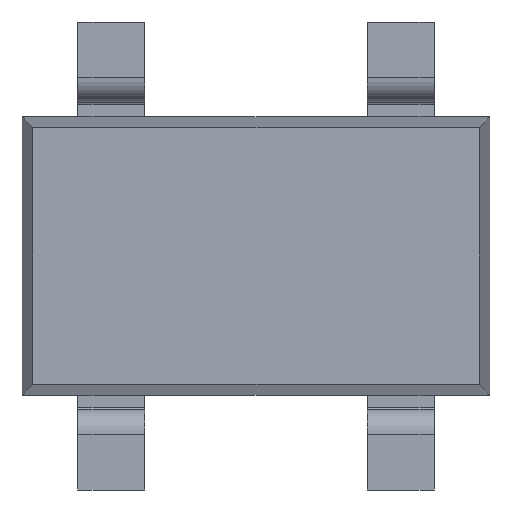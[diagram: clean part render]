
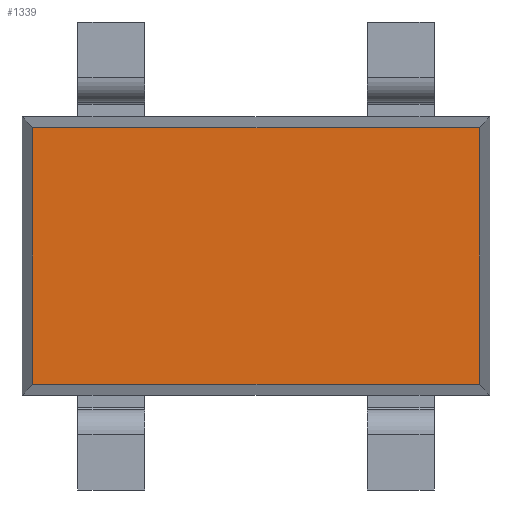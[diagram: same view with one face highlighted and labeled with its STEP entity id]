
A CAD part, front view. The second image highlights one B-rep face of the part: STEP entity #1339.
In plain terms, the highlighted planar face has unit normal (0, -1, 0).
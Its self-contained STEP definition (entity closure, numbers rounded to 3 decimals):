
#8 = EDGE_LOOP ( 'NONE', ( #340, #2136, #1234, #1079 ) ) ;
#11 = CARTESIAN_POINT ( 'NONE',  ( 0.048, 0., -0.048 ) ) ;
#23 = DIRECTION ( 'NONE',  ( 1., 0., 0. ) ) ;
#47 = AXIS2_PLACEMENT_3D ( 'NONE', #2192, #1613, #1591 ) ;
#76 = VECTOR ( 'NONE', #23, 1000. ) ;
#271 = EDGE_CURVE ( 'NONE', #2076, #763, #1935, .T. ) ;
#288 = DIRECTION ( 'NONE',  ( 0., 0., 1. ) ) ;
#334 = VERTEX_POINT ( 'NONE', #687 ) ;
#340 = ORIENTED_EDGE ( 'NONE', *, *, #780, .T. ) ;
#408 = CARTESIAN_POINT ( 'NONE',  ( 2.1, 0., -1.202 ) ) ;
#419 = CARTESIAN_POINT ( 'NONE',  ( 2.052, 0., -0.048 ) ) ;
#465 = VECTOR ( 'NONE', #1910, 1000. ) ;
#512 = CARTESIAN_POINT ( 'NONE',  ( 2.052, 0., 0. ) ) ;
#586 = VECTOR ( 'NONE', #2343, 1000. ) ;
#596 = VECTOR ( 'NONE', #288, 1000. ) ;
#687 = CARTESIAN_POINT ( 'NONE',  ( 2.052, 0., -1.202 ) ) ;
#701 = FACE_OUTER_BOUND ( 'NONE', #8, .T. ) ;
#729 = VERTEX_POINT ( 'NONE', #2237 ) ;
#763 = VERTEX_POINT ( 'NONE', #11 ) ;
#780 = EDGE_CURVE ( 'NONE', #729, #334, #2055, .T. ) ;
#856 = EDGE_CURVE ( 'NONE', #763, #729, #1071, .T. ) ;
#1040 = CARTESIAN_POINT ( 'NONE',  ( 0.048, 0., -1.25 ) ) ;
#1071 = LINE ( 'NONE', #1040, #586 ) ;
#1079 = ORIENTED_EDGE ( 'NONE', *, *, #856, .T. ) ;
#1166 = CARTESIAN_POINT ( 'NONE',  ( 0., 0., -0.048 ) ) ;
#1234 = ORIENTED_EDGE ( 'NONE', *, *, #271, .T. ) ;
#1339 = ADVANCED_FACE ( 'NONE', ( #701 ), #1638, .T. ) ;
#1591 = DIRECTION ( 'NONE',  ( 0., 0., -1. ) ) ;
#1613 = DIRECTION ( 'NONE',  ( 0., -1., 0. ) ) ;
#1638 = PLANE ( 'NONE',  #47 ) ;
#1823 = LINE ( 'NONE', #512, #596 ) ;
#1910 = DIRECTION ( 'NONE',  ( -1., 0., 0. ) ) ;
#1935 = LINE ( 'NONE', #1166, #465 ) ;
#2055 = LINE ( 'NONE', #408, #76 ) ;
#2076 = VERTEX_POINT ( 'NONE', #419 ) ;
#2136 = ORIENTED_EDGE ( 'NONE', *, *, #2138, .T. ) ;
#2138 = EDGE_CURVE ( 'NONE', #334, #2076, #1823, .T. ) ;
#2192 = CARTESIAN_POINT ( 'NONE',  ( 0., 0., 0. ) ) ;
#2237 = CARTESIAN_POINT ( 'NONE',  ( 0.048, 0., -1.202 ) ) ;
#2343 = DIRECTION ( 'NONE',  ( 0., 0., -1. ) ) ;
